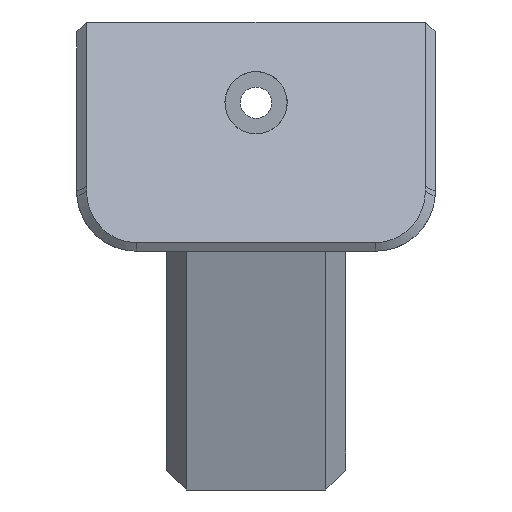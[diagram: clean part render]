
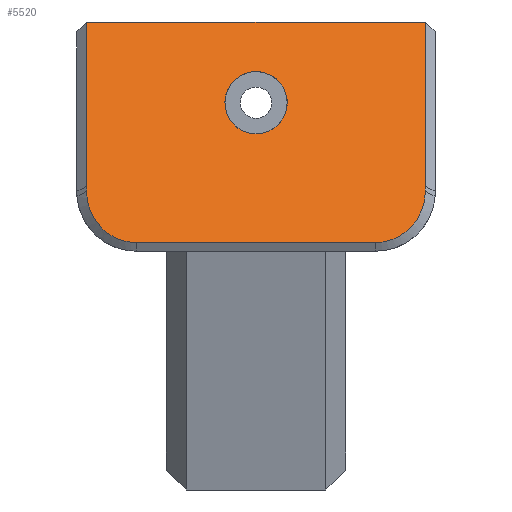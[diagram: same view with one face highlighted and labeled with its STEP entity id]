
A CAD part, front view. The second image highlights one B-rep face of the part: STEP entity #5520.
In plain terms, the highlighted planar face has unit normal (0, -0.866, 0.5).
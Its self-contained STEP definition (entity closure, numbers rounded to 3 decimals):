
#15=FACE_BOUND('',#952,.T.);
#36=ELLIPSE('',#5842,3.608,3.125);
#37=ELLIPSE('',#5843,3.608,3.125);
#39=B_SPLINE_CURVE_WITH_KNOTS('',3,(#6960,#6961,#6962,#6963,#6964,#6965),
 .UNSPECIFIED.,.F.,.F.,(4,1,1,4),(-1.571,-0.898,-0.449,
0.),.UNSPECIFIED.);
#41=B_SPLINE_CURVE_WITH_KNOTS('',3,(#7005,#7006,#7007,#7008,#7009,#7010),
 .UNSPECIFIED.,.F.,.F.,(4,1,1,4),(0.,0.673,
1.122,1.571),.UNSPECIFIED.);
#42=B_SPLINE_CURVE_WITH_KNOTS('',3,(#7036,#7037,#7038,#7039),
 .UNSPECIFIED.,.F.,.F.,(4,4),(1.426,1.484),
 .UNSPECIFIED.);
#44=B_SPLINE_CURVE_WITH_KNOTS('',3,(#7060,#7061,#7062,#7063),
 .UNSPECIFIED.,.F.,.F.,(4,4),(-2.003,-1.945),
 .UNSPECIFIED.);
#480=PLANE('',#5841);
#642=FACE_OUTER_BOUND('',#951,.T.);
#951=EDGE_LOOP('',(#3835,#3836,#3837,#3838,#3839,#3840,#3841,#3842));
#952=EDGE_LOOP('',(#3843,#3844));
#1276=LINE('',#6923,#1826);
#1279=LINE('',#6968,#1829);
#1284=LINE('',#7016,#1834);
#1290=LINE('',#7075,#1840);
#1826=VECTOR('',#6022,10.);
#1829=VECTOR('',#6027,10.);
#1834=VECTOR('',#6034,10.);
#1840=VECTOR('',#6044,10.);
#2383=VERTEX_POINT('',#6916);
#2386=VERTEX_POINT('',#6921);
#2387=VERTEX_POINT('',#6948);
#2390=VERTEX_POINT('',#6958);
#2391=VERTEX_POINT('',#6967);
#2393=VERTEX_POINT('',#6996);
#2396=VERTEX_POINT('',#7013);
#2397=VERTEX_POINT('',#7015);
#2401=VERTEX_POINT('',#7076);
#2402=VERTEX_POINT('',#7077);
#2952=EDGE_CURVE('',#2386,#2383,#1276,.T.);
#2956=EDGE_CURVE('',#2390,#2387,#39,.T.);
#2957=EDGE_CURVE('',#2387,#2391,#1279,.T.);
#2962=EDGE_CURVE('',#2391,#2393,#41,.T.);
#2964=EDGE_CURVE('',#2396,#2397,#1284,.T.);
#2967=EDGE_CURVE('',#2397,#2390,#42,.T.);
#2969=EDGE_CURVE('',#2393,#2386,#44,.T.);
#2974=EDGE_CURVE('',#2383,#2396,#1290,.T.);
#2975=EDGE_CURVE('',#2401,#2402,#36,.T.);
#2976=EDGE_CURVE('',#2402,#2401,#37,.T.);
#3835=ORIENTED_EDGE('',*,*,#2952,.F.);
#3836=ORIENTED_EDGE('',*,*,#2969,.F.);
#3837=ORIENTED_EDGE('',*,*,#2962,.F.);
#3838=ORIENTED_EDGE('',*,*,#2957,.F.);
#3839=ORIENTED_EDGE('',*,*,#2956,.F.);
#3840=ORIENTED_EDGE('',*,*,#2967,.F.);
#3841=ORIENTED_EDGE('',*,*,#2964,.F.);
#3842=ORIENTED_EDGE('',*,*,#2974,.F.);
#3843=ORIENTED_EDGE('',*,*,#2975,.F.);
#3844=ORIENTED_EDGE('',*,*,#2976,.F.);
#5520=ADVANCED_FACE('',(#642,#15),#480,.F.);
#5841=AXIS2_PLACEMENT_3D('',#7074,#6042,#6043);
#5842=AXIS2_PLACEMENT_3D('',#7078,#6045,#6046);
#5843=AXIS2_PLACEMENT_3D('',#7079,#6047,#6048);
#6022=DIRECTION('',(0.,0.5,0.866));
#6027=DIRECTION('',(-1.,0.,0.));
#6034=DIRECTION('',(0.,-0.5,-0.866));
#6042=DIRECTION('center_axis',(0.,0.866,-0.5));
#6043=DIRECTION('ref_axis',(0.,-0.5,-0.866));
#6044=DIRECTION('',(1.,0.,0.));
#6045=DIRECTION('center_axis',(0.,-0.866,0.5));
#6046=DIRECTION('ref_axis',(0.,0.5,0.866));
#6047=DIRECTION('center_axis',(0.,-0.866,0.5));
#6048=DIRECTION('ref_axis',(0.,0.5,0.866));
#6916=CARTESIAN_POINT('',(-17.005,-199.595,123.156));
#6921=CARTESIAN_POINT('',(-17.005,-209.121,106.656));
#6923=CARTESIAN_POINT('',(-17.005,-199.394,123.504));
#6948=CARTESIAN_POINT('',(11.995,-212.374,101.022));
#6958=CARTESIAN_POINT('',(16.995,-209.41,106.156));
#6960=CARTESIAN_POINT('Ctrl Pts',(16.995,-209.41,106.156));
#6961=CARTESIAN_POINT('Ctrl Pts',(16.995,-210.09,104.978));
#6962=CARTESIAN_POINT('Ctrl Pts',(16.297,-211.217,103.026));
#6963=CARTESIAN_POINT('Ctrl Pts',(14.168,-212.185,101.35));
#6964=CARTESIAN_POINT('Ctrl Pts',(12.719,-212.374,101.022));
#6965=CARTESIAN_POINT('Ctrl Pts',(11.995,-212.374,101.022));
#6967=CARTESIAN_POINT('',(-12.005,-212.374,101.022));
#6968=CARTESIAN_POINT('',(2.995,-212.374,101.022));
#6996=CARTESIAN_POINT('',(-17.005,-209.41,106.156));
#7005=CARTESIAN_POINT('Ctrl Pts',(-12.005,-212.374,101.022));
#7006=CARTESIAN_POINT('Ctrl Pts',(-13.093,-212.374,101.022));
#7007=CARTESIAN_POINT('Ctrl Pts',(-14.916,-212.012,101.649));
#7008=CARTESIAN_POINT('Ctrl Pts',(-16.646,-210.769,103.802));
#7009=CARTESIAN_POINT('Ctrl Pts',(-17.005,-209.863,105.37));
#7010=CARTESIAN_POINT('Ctrl Pts',(-17.005,-209.41,106.156));
#7013=CARTESIAN_POINT('',(16.995,-199.595,123.156));
#7015=CARTESIAN_POINT('',(16.995,-209.121,106.656));
#7016=CARTESIAN_POINT('',(16.995,-201.992,119.004));
#7036=CARTESIAN_POINT('Ctrl Pts',(16.995,-209.121,106.656));
#7037=CARTESIAN_POINT('Ctrl Pts',(16.995,-209.217,106.489));
#7038=CARTESIAN_POINT('Ctrl Pts',(16.995,-209.314,106.323));
#7039=CARTESIAN_POINT('Ctrl Pts',(16.995,-209.41,106.156));
#7060=CARTESIAN_POINT('Ctrl Pts',(-17.005,-209.41,106.156));
#7061=CARTESIAN_POINT('Ctrl Pts',(-17.005,-209.314,106.323));
#7062=CARTESIAN_POINT('Ctrl Pts',(-17.005,-209.217,106.489));
#7063=CARTESIAN_POINT('Ctrl Pts',(-17.005,-209.121,106.656));
#7074=CARTESIAN_POINT('Origin',(17.995,-199.595,123.156));
#7075=CARTESIAN_POINT('',(17.995,-199.595,123.156));
#7076=CARTESIAN_POINT('',(0.,-206.079,111.926));
#7077=CARTESIAN_POINT('',(-3.125,-204.274,115.051));
#7078=CARTESIAN_POINT('Origin',(0.,-204.274,
115.051));
#7079=CARTESIAN_POINT('Origin',(0.,-204.274,
115.051));
